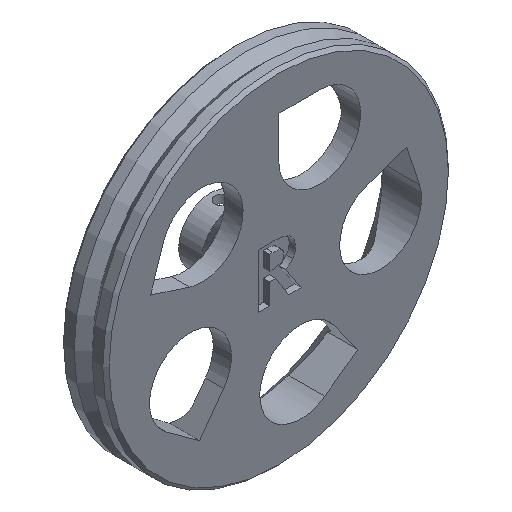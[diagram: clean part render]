
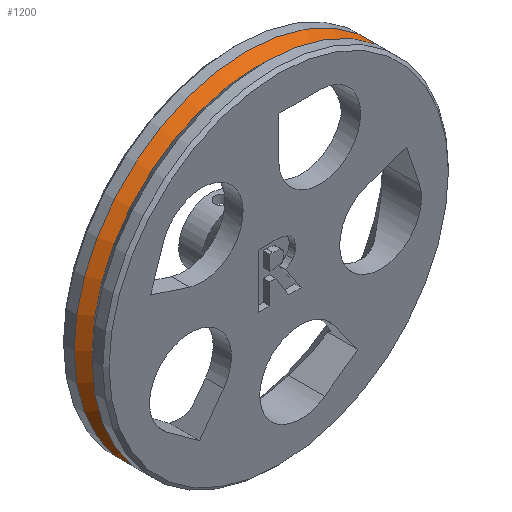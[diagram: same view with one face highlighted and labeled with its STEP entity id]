
A CAD part, isometric view. The second image highlights one B-rep face of the part: STEP entity #1200.
In plain terms, the highlighted conical face has half-angle 45 degrees and reference radius 38 mm.
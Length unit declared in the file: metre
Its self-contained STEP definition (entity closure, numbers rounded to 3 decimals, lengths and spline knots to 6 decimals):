
#31=CONICAL_SURFACE('',#1315,0.038,0.785);
#383=ORIENTED_EDGE('',*,*,#717,.T.);
#384=ORIENTED_EDGE('',*,*,#716,.F.);
#716=EDGE_CURVE('',#880,#880,#957,.T.);
#717=EDGE_CURVE('',#881,#881,#958,.T.);
#880=VERTEX_POINT('',#1935);
#881=VERTEX_POINT('',#1938);
#957=CIRCLE('',#1314,0.038);
#958=CIRCLE('',#1316,0.036);
#994=EDGE_LOOP('',(#383));
#995=EDGE_LOOP('',(#384));
#1087=FACE_BOUND('',#994,.T.);
#1088=FACE_BOUND('',#995,.T.);
#1200=ADVANCED_FACE('',(#1087,#1088),#31,.T.);
#1314=AXIS2_PLACEMENT_3D('',#1934,#1497,#1498);
#1315=AXIS2_PLACEMENT_3D('',#1936,#1499,#1500);
#1316=AXIS2_PLACEMENT_3D('',#1937,#1501,#1502);
#1497=DIRECTION('',(0.,1.,0.));
#1498=DIRECTION('',(0.,0.,1.));
#1499=DIRECTION('',(0.,1.,0.));
#1500=DIRECTION('',(0.,0.,1.));
#1501=DIRECTION('',(0.,1.,0.));
#1502=DIRECTION('',(0.,0.,1.));
#1934=CARTESIAN_POINT('',(0.,0.007,0.));
#1935=CARTESIAN_POINT('',(0.,0.007,0.038));
#1936=CARTESIAN_POINT('',(0.,0.007,0.));
#1937=CARTESIAN_POINT('',(0.,0.005,0.));
#1938=CARTESIAN_POINT('',(0.,0.005,0.036));
